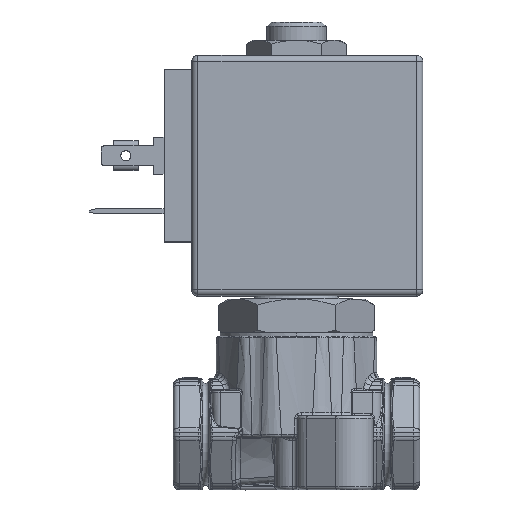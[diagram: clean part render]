
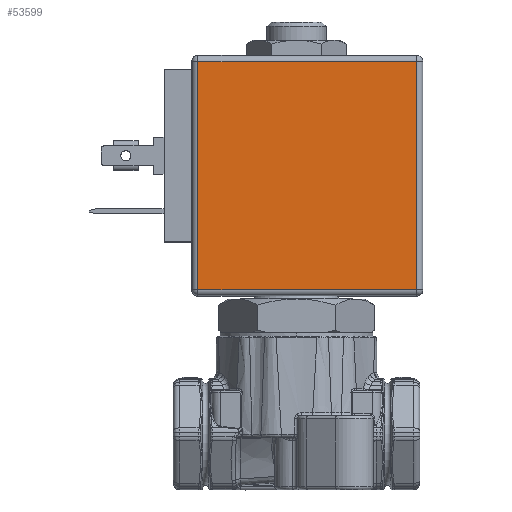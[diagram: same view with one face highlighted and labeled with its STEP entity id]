
A CAD part, top view. The second image highlights one B-rep face of the part: STEP entity #53599.
In plain terms, the highlighted face is planar.
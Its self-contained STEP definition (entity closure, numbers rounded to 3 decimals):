
#51369=DIRECTION('',(0.,0.,1.));
#51370=VECTOR('',#51369,37.);
#51371=CARTESIAN_POINT('',(-16.,15.,-18.5));
#51372=LINE('',#51371,#51370);
#51376=DIRECTION('',(-1.,0.,0.));
#51377=VECTOR('',#51376,35.5);
#51378=CARTESIAN_POINT('',(19.5,15.,-18.5));
#51379=LINE('',#51378,#51377);
#51383=DIRECTION('',(0.,0.,-1.));
#51384=VECTOR('',#51383,37.);
#51385=CARTESIAN_POINT('',(19.5,15.,18.5));
#51386=LINE('',#51385,#51384);
#51390=DIRECTION('',(1.,0.,0.));
#51391=VECTOR('',#51390,35.5);
#51392=CARTESIAN_POINT('',(-16.,15.,18.5));
#51393=LINE('',#51392,#51391);
#53049=CARTESIAN_POINT('',(-16.,15.,-18.5));
#53050=CARTESIAN_POINT('',(-16.,15.,18.5));
#53051=VERTEX_POINT('',#53049);
#53052=VERTEX_POINT('',#53050);
#53057=CARTESIAN_POINT('',(19.5,15.,18.5));
#53058=VERTEX_POINT('',#53057);
#53079=CARTESIAN_POINT('',(19.5,15.,-18.5));
#53080=VERTEX_POINT('',#53079);
#53586=CARTESIAN_POINT('',(0.,15.,0.));
#53587=DIRECTION('',(0.,1.,0.));
#53588=DIRECTION('',(1.,0.,0.));
#53589=AXIS2_PLACEMENT_3D('',#53586,#53587,#53588);
#53590=PLANE('',#53589);
#53591=ORIENTED_EDGE('',*,*,#53550,.F.);
#53592=ORIENTED_EDGE('',*,*,#53576,.F.);
#53594=ORIENTED_EDGE('',*,*,#53593,.F.);
#53596=ORIENTED_EDGE('',*,*,#53595,.F.);
#53597=EDGE_LOOP('',(#53591,#53592,#53594,#53596));
#53598=FACE_OUTER_BOUND('',#53597,.F.);
#53599=ADVANCED_FACE('',(#53598),#53590,.T.);
#53550=EDGE_CURVE('',#53051,#53052,#51372,.T.);
#53576=EDGE_CURVE('',#53080,#53051,#51379,.T.);
#53593=EDGE_CURVE('',#53058,#53080,#51386,.T.);
#53595=EDGE_CURVE('',#53052,#53058,#51393,.T.);
